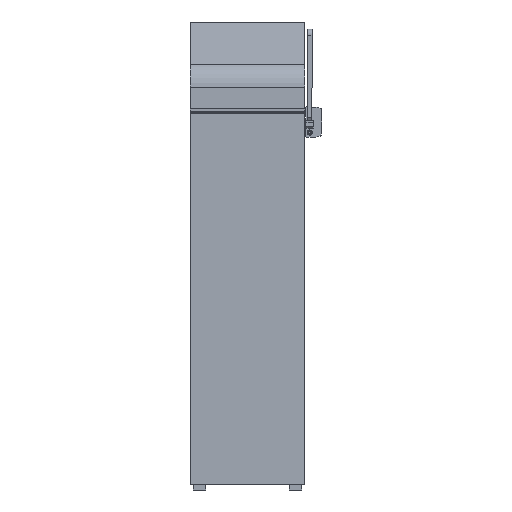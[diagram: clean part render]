
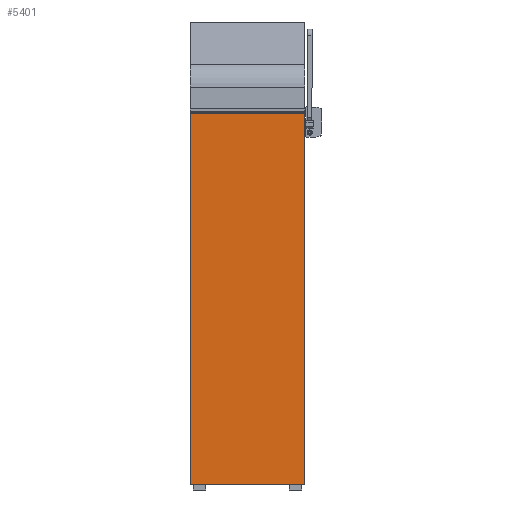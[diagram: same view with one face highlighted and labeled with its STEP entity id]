
A CAD part, front view. The second image highlights one B-rep face of the part: STEP entity #5401.
In plain terms, the highlighted planar face has unit normal (0, -1, 0).
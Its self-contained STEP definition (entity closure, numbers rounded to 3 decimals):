
#299 = VERTEX_POINT ( 'NONE', #5029 ) ;
#2715 = CARTESIAN_POINT ( 'NONE',  ( 113.5, -224.3, 10.354 ) ) ;
#3763 = LINE ( 'NONE', #9737, #3834 ) ;
#3777 = AXIS2_PLACEMENT_3D ( 'NONE', #13088, #10451, #7023 ) ;
#3834 = VECTOR ( 'NONE', #14597, 1000. ) ;
#4779 = VERTEX_POINT ( 'NONE', #12984 ) ;
#4907 = ORIENTED_EDGE ( 'NONE', *, *, #12608, .F. ) ;
#5029 = CARTESIAN_POINT ( 'NONE',  ( -113.5, -224.3, 10.354 ) ) ;
#5401 = ADVANCED_FACE ( 'NONE', ( #12863 ), #8220, .T. ) ;
#5465 = VECTOR ( 'NONE', #9209, 1000. ) ;
#7023 = DIRECTION ( 'NONE',  ( 0., 0., -1. ) ) ;
#7622 = EDGE_CURVE ( 'NONE', #4779, #13207, #11062, .T. ) ;
#8220 = PLANE ( 'NONE',  #3777 ) ;
#8296 = LINE ( 'NONE', #14119, #10843 ) ;
#8511 = CARTESIAN_POINT ( 'NONE',  ( 113.5, -224.3, 10.354 ) ) ;
#8883 = EDGE_CURVE ( 'NONE', #4779, #15615, #12969, .T. ) ;
#9209 = DIRECTION ( 'NONE',  ( -1., 0., 0. ) ) ;
#9737 = CARTESIAN_POINT ( 'NONE',  ( 0., -224.3, 10.354 ) ) ;
#10008 = VECTOR ( 'NONE', #12429, 1000. ) ;
#10446 = DIRECTION ( 'NONE',  ( 0., 0., 1. ) ) ;
#10451 = DIRECTION ( 'NONE',  ( 0., -1., 0. ) ) ;
#10505 = EDGE_LOOP ( 'NONE', ( #13766, #11969, #11379, #4907 ) ) ;
#10843 = VECTOR ( 'NONE', #10446, 1000. ) ;
#11062 = LINE ( 'NONE', #2715, #10008 ) ;
#11176 = EDGE_CURVE ( 'NONE', #13207, #299, #3763, .T. ) ;
#11379 = ORIENTED_EDGE ( 'NONE', *, *, #8883, .T. ) ;
#11784 = CARTESIAN_POINT ( 'NONE',  ( -113.5, -224.3, 746.194 ) ) ;
#11969 = ORIENTED_EDGE ( 'NONE', *, *, #7622, .F. ) ;
#12429 = DIRECTION ( 'NONE',  ( 0., 0., -1. ) ) ;
#12608 = EDGE_CURVE ( 'NONE', #299, #15615, #8296, .T. ) ;
#12863 = FACE_OUTER_BOUND ( 'NONE', #10505, .T. ) ;
#12969 = LINE ( 'NONE', #14004, #5465 ) ;
#12984 = CARTESIAN_POINT ( 'NONE',  ( 113.5, -224.3, 746.194 ) ) ;
#13088 = CARTESIAN_POINT ( 'NONE',  ( 0., -224.3, 746.194 ) ) ;
#13207 = VERTEX_POINT ( 'NONE', #8511 ) ;
#13766 = ORIENTED_EDGE ( 'NONE', *, *, #11176, .F. ) ;
#14004 = CARTESIAN_POINT ( 'NONE',  ( 0., -224.3, 746.194 ) ) ;
#14119 = CARTESIAN_POINT ( 'NONE',  ( -113.5, -224.3, 10.354 ) ) ;
#14597 = DIRECTION ( 'NONE',  ( -1., 0., 0. ) ) ;
#15615 = VERTEX_POINT ( 'NONE', #11784 ) ;
